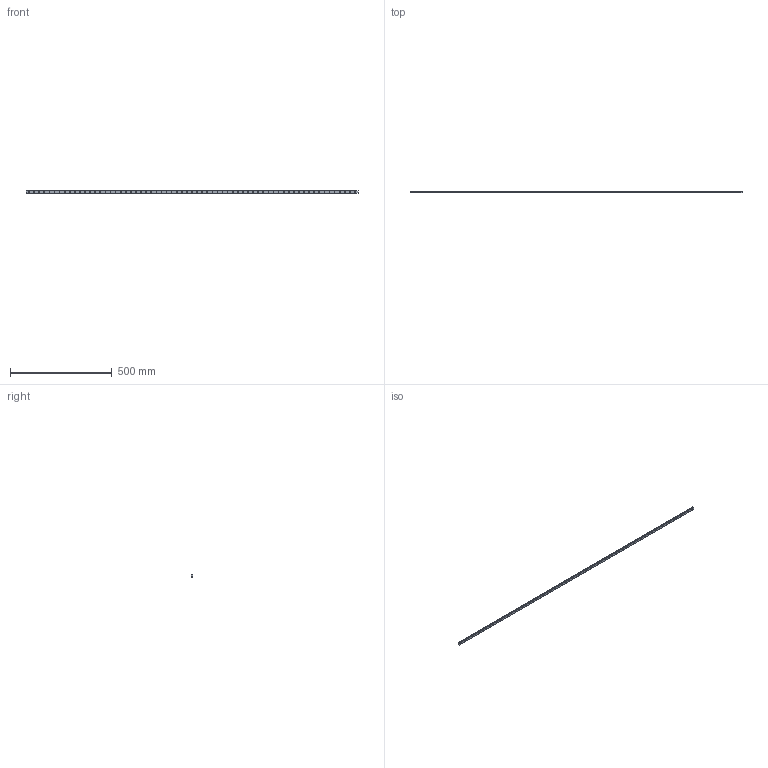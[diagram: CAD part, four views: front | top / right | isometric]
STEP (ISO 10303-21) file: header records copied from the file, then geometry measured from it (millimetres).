
FILE_DESCRIPTION (( 'STEP AP214' ), '1' );
FILE_NAME ('SRS12MSS-1630LTM_G15_0_0_0_0_0_1.STEP', '2021-08-10T12:27:11', ( '' ), ( '' ), 'SwSTEP 2.0', 'SolidWorks 2021', '' );
FILE_SCHEMA (( 'AUTOMOTIVE_DESIGN' ));
Length unit declared in the file: millimetre
Products named in the file (2): _SRS12M163015 Track; SRS12MSS-1630LTM_G15_0_0_0_0_0_1
Assembly tree (1 placements, depth 2):
  SRS12MSS-1630LTM_G15_0_0_0_0_0_1
    _SRS12M163015 Track
Bounding box: 1630 x 7.5 x 12 mm (x, y, z)
Volume: 132322.7 mm3; surface area: 70282.8 mm2
Topology: 1 solids, 1 shells, 365 faces, 892 edges, 594 vertices
Faces by surface type: cylinder 271, plane 94
Entity records: 11350 total; most frequent: DIRECTION 2148, CARTESIAN_POINT 1903, ORIENTED_EDGE 1784, AXIS2_PLACEMENT_3D 903, EDGE_CURVE 892, VERTEX_POINT 594, EDGE_LOOP 560, CIRCLE 534
